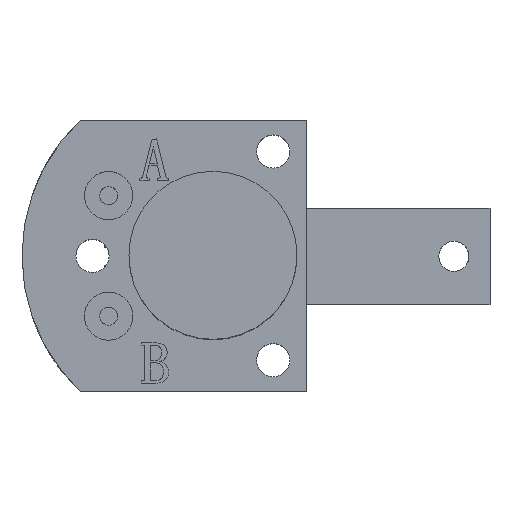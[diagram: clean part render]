
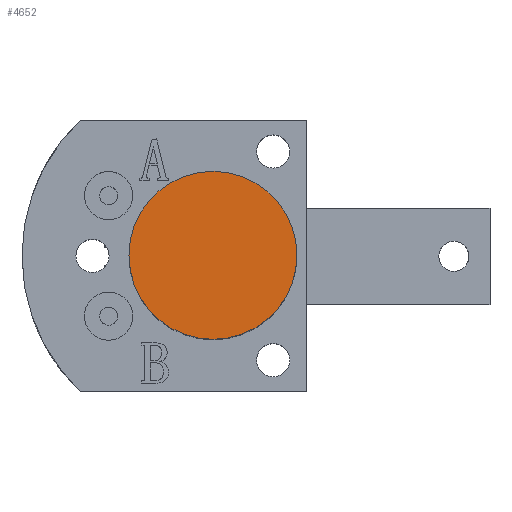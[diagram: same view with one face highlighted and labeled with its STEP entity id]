
A CAD part, top view. The second image highlights one B-rep face of the part: STEP entity #4652.
In plain terms, the highlighted planar face has unit normal (0, 0, 1).
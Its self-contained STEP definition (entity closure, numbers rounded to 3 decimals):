
#289 = ORIENTED_EDGE ( 'NONE', *, *, #6315, .T. ) ;
#290 = ORIENTED_EDGE ( 'NONE', *, *, #6330, .T. ) ;
#1911 = AXIS2_PLACEMENT_3D ( 'NONE', #8280, #8281, #8282 ) ;
#1916 = AXIS2_PLACEMENT_3D ( 'NONE', #8332, #8333, #8334 ) ;
#2153 = DIRECTION ( 'NONE',  ( 1., 0., 0. ) ) ;
#2154 = DIRECTION ( 'NONE',  ( 0., 0., 1. ) ) ;
#2157 = PLANE ( 'NONE',  #4150 ) ;
#2162 = CARTESIAN_POINT ( 'NONE',  ( 0., 0., 78. ) ) ;
#2526 = FACE_OUTER_BOUND ( 'NONE', #2719, .T. ) ;
#2719 = EDGE_LOOP ( 'NONE', ( #289, #290 ) ) ;
#4150 = AXIS2_PLACEMENT_3D ( 'NONE', #2162, #2154, #2153 ) ;
#4652 = ADVANCED_FACE ( 'NONE', ( #2526 ), #2157, .T. ) ;
#5443 = VERTEX_POINT ( 'NONE', #6009 ) ;
#5498 = VERTEX_POINT ( 'NONE', #6064 ) ;
#6009 = CARTESIAN_POINT ( 'NONE',  ( -13.95, 0., 78. ) ) ;
#6064 = CARTESIAN_POINT ( 'NONE',  ( 13.95, 0., 78. ) ) ;
#6315 = EDGE_CURVE ( 'NONE', #5443, #5498, #9233, .T. ) ;
#6330 = EDGE_CURVE ( 'NONE', #5498, #5443, #9278, .T. ) ;
#8280 = CARTESIAN_POINT ( 'NONE',  ( 0., 0., 78. ) ) ;
#8281 = DIRECTION ( 'NONE',  ( 0., 0., 1. ) ) ;
#8282 = DIRECTION ( 'NONE',  ( 1., 0., 0. ) ) ;
#8332 = CARTESIAN_POINT ( 'NONE',  ( 0., 0., 78. ) ) ;
#8333 = DIRECTION ( 'NONE',  ( 0., 0., 1. ) ) ;
#8334 = DIRECTION ( 'NONE',  ( 1., 0., 0. ) ) ;
#9233 = CIRCLE ( 'NONE', #1911, 13.95 ) ;
#9278 = CIRCLE ( 'NONE', #1916, 13.95 ) ;
